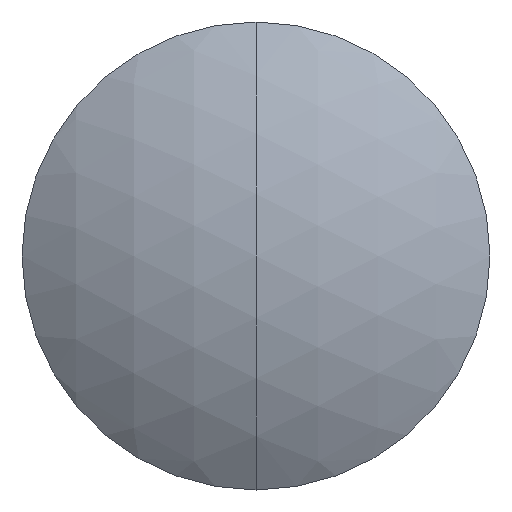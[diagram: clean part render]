
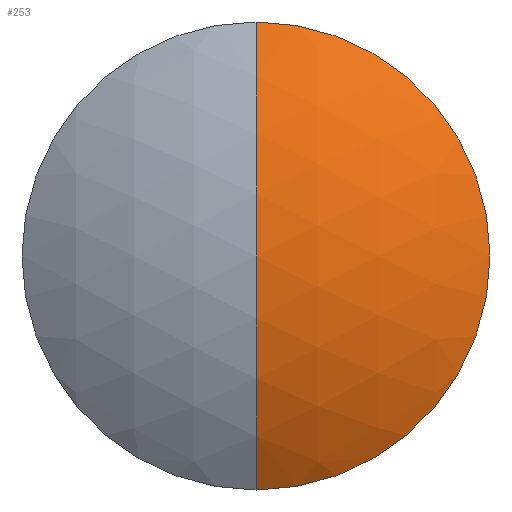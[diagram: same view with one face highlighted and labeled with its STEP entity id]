
A CAD part, left-side view. The second image highlights one B-rep face of the part: STEP entity #253.
In plain terms, the highlighted spherical face has radius 7.08 mm.
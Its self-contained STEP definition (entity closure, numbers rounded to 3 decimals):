
#30 = EDGE_CURVE ( 'NONE', #66, #78, #85, .T. ) ;
#34 = ORIENTED_EDGE ( 'NONE', *, *, #30, .T. ) ;
#36 = CARTESIAN_POINT ( 'NONE',  ( 18.389, 0., -4. ) ) ;
#56 = EDGE_LOOP ( 'NONE', ( #320, #34, #172 ) ) ;
#66 = VERTEX_POINT ( 'NONE', #120 ) ;
#78 = VERTEX_POINT ( 'NONE', #329 ) ;
#85 = CIRCLE ( 'NONE', #125, 7.08 ) ;
#90 = DIRECTION ( 'NONE',  ( 0., 0., -1. ) ) ;
#95 = AXIS2_PLACEMENT_3D ( 'NONE', #150, #201, #340 ) ;
#103 = DIRECTION ( 'NONE',  ( 0., 0., 1. ) ) ;
#104 = CARTESIAN_POINT ( 'NONE',  ( 24.231, 0., 0. ) ) ;
#114 = DIRECTION ( 'NONE',  ( 0., -1., 0. ) ) ;
#117 = CARTESIAN_POINT ( 'NONE',  ( 24.231, 0., 0. ) ) ;
#120 = CARTESIAN_POINT ( 'NONE',  ( 18.389, 0., 4. ) ) ;
#125 = AXIS2_PLACEMENT_3D ( 'NONE', #104, #114, #90 ) ;
#127 = CIRCLE ( 'NONE', #95, 4. ) ;
#128 = DIRECTION ( 'NONE',  ( 0., -1., 0. ) ) ;
#150 = CARTESIAN_POINT ( 'NONE',  ( 18.389, 0., 0. ) ) ;
#172 = ORIENTED_EDGE ( 'NONE', *, *, #343, .F. ) ;
#175 = EDGE_CURVE ( 'NONE', #231, #66, #127, .T. ) ;
#177 = DIRECTION ( 'NONE',  ( 0., 1., 0. ) ) ;
#201 = DIRECTION ( 'NONE',  ( -1., 0., 0. ) ) ;
#231 = VERTEX_POINT ( 'NONE', #36 ) ;
#253 = ADVANCED_FACE ( 'NONE', ( #267 ), #288, .T. ) ;
#256 = CARTESIAN_POINT ( 'NONE',  ( 24.231, 0., 0. ) ) ;
#267 = FACE_OUTER_BOUND ( 'NONE', #56, .T. ) ;
#283 = CIRCLE ( 'NONE', #308, 7.08 ) ;
#288 = SPHERICAL_SURFACE ( 'NONE', #299, 7.08 ) ;
#299 = AXIS2_PLACEMENT_3D ( 'NONE', #117, #128, #325 ) ;
#308 = AXIS2_PLACEMENT_3D ( 'NONE', #256, #177, #103 ) ;
#320 = ORIENTED_EDGE ( 'NONE', *, *, #175, .T. ) ;
#325 = DIRECTION ( 'NONE',  ( 0., 0., -1. ) ) ;
#329 = CARTESIAN_POINT ( 'NONE',  ( 17.151, 0., 0. ) ) ;
#340 = DIRECTION ( 'NONE',  ( 0., 0., 1. ) ) ;
#343 = EDGE_CURVE ( 'NONE', #231, #78, #283, .T. ) ;
